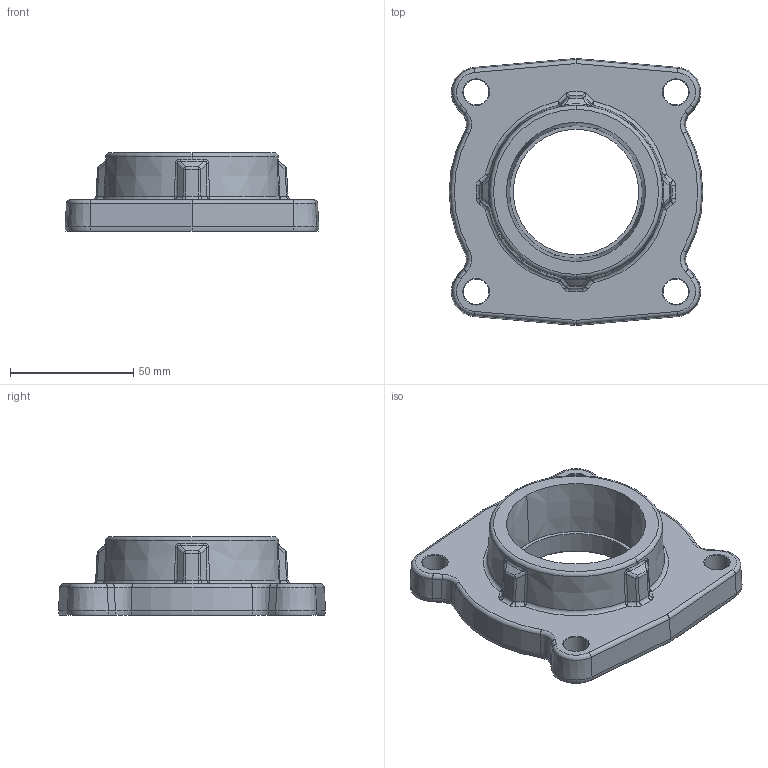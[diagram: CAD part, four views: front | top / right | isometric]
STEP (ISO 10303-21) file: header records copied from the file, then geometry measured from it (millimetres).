
FILE_DESCRIPTION((''),'2;1');
FILE_NAME('B15789','2012-01-25T',('sobri'),(''),'PRO/ENGINEER BY PARAMETRIC TECHNOLOGY CORPORATION, 2011180','PRO/ENGINEER BY PARAMETRIC TECHNOLOGY CORPORATION, 2011180','');
FILE_SCHEMA(('CONFIG_CONTROL_DESIGN'));
Length unit declared in the file: inch
Products named in the file (1): B15789
Bounding box: 102.74 x 108.16 x 31.75 mm (x, y, z)
Volume: 126687.4 mm3; surface area: 30522 mm2
Topology: 1 solids, 1 shells, 185 faces, 411 edges, 230 vertices
Faces by surface type: bspline 61, torus 38, cone 32, cylinder 26, sphere 16, plane 12
Entity records: 6902 total; most frequent: CARTESIAN_POINT 3068, ORIENTED_EDGE 822, DIRECTION 776, EDGE_CURVE 411, AXIS2_PLACEMENT_3D 351, VERTEX_POINT 230, CIRCLE 227, EDGE_LOOP 197
